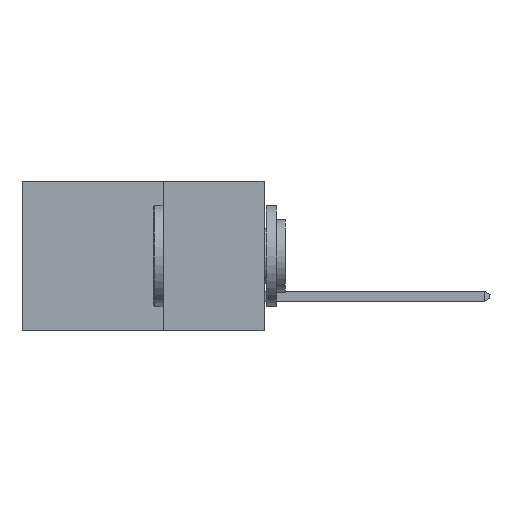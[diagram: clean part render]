
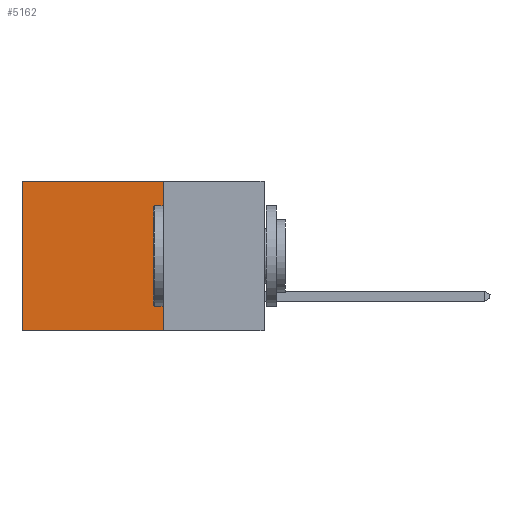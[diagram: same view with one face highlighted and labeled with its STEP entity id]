
A CAD part, left-side view. The second image highlights one B-rep face of the part: STEP entity #5162.
In plain terms, the highlighted planar face has unit normal (-1, 0, 0).
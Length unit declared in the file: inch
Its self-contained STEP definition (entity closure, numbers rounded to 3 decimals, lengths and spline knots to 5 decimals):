
#185 = ORIENTED_EDGE ( 'NONE', *, *, #8052, .T. ) ;
#282 = EDGE_CURVE ( 'NONE', #7968, #11025, #723, .T. ) ;
#559 = DIRECTION ( 'NONE',  ( 0., 0., -1. ) ) ;
#723 = LINE ( 'NONE', #4395, #4686 ) ;
#1380 = VECTOR ( 'NONE', #5530, 39.37008 ) ;
#1398 = EDGE_LOOP ( 'NONE', ( #9189, #6550, #9174, #185 ) ) ;
#1688 = CARTESIAN_POINT ( 'NONE',  ( 0.2615, 0.6, -0.37 ) ) ;
#1784 = PLANE ( 'NONE',  #5495 ) ;
#1909 = CARTESIAN_POINT ( 'NONE',  ( 0.2615, 0.6, 0. ) ) ;
#2541 = EDGE_CURVE ( 'NONE', #9939, #10957, #7682, .T. ) ;
#2689 = VECTOR ( 'NONE', #559, 39.37008 ) ;
#3018 = CARTESIAN_POINT ( 'NONE',  ( 0.2615, 0.25, 0. ) ) ;
#4360 = DIRECTION ( 'NONE',  ( 1., 0., 0. ) ) ;
#4395 = CARTESIAN_POINT ( 'NONE',  ( 0.2615, 0.6, -0.37 ) ) ;
#4686 = VECTOR ( 'NONE', #11285, 39.37008 ) ;
#5159 = VECTOR ( 'NONE', #7811, 39.37008 ) ;
#5162 = ADVANCED_FACE ( 'NONE', ( #7752 ), #1784, .F. ) ;
#5495 = AXIS2_PLACEMENT_3D ( 'NONE', #8616, #4360, #10458 ) ;
#5530 = DIRECTION ( 'NONE',  ( 0., 1., 0. ) ) ;
#5798 = CARTESIAN_POINT ( 'NONE',  ( 0.2615, 0.25, -0.37 ) ) ;
#6550 = ORIENTED_EDGE ( 'NONE', *, *, #11384, .F. ) ;
#6827 = CARTESIAN_POINT ( 'NONE',  ( 0.2615, 0.25, -0.37 ) ) ;
#7682 = LINE ( 'NONE', #5798, #2689 ) ;
#7752 = FACE_OUTER_BOUND ( 'NONE', #1398, .T. ) ;
#7811 = DIRECTION ( 'NONE',  ( 0., 1., 0. ) ) ;
#7968 = VERTEX_POINT ( 'NONE', #1909 ) ;
#8010 = CARTESIAN_POINT ( 'NONE',  ( 0.2615, 0.25, 0. ) ) ;
#8052 = EDGE_CURVE ( 'NONE', #9939, #7968, #11131, .T. ) ;
#8616 = CARTESIAN_POINT ( 'NONE',  ( 0.2615, 0.25, -0.37 ) ) ;
#9174 = ORIENTED_EDGE ( 'NONE', *, *, #2541, .F. ) ;
#9189 = ORIENTED_EDGE ( 'NONE', *, *, #282, .T. ) ;
#9939 = VERTEX_POINT ( 'NONE', #8010 ) ;
#10458 = DIRECTION ( 'NONE',  ( 0., 0., -1. ) ) ;
#10957 = VERTEX_POINT ( 'NONE', #6827 ) ;
#11025 = VERTEX_POINT ( 'NONE', #1688 ) ;
#11131 = LINE ( 'NONE', #3018, #1380 ) ;
#11261 = LINE ( 'NONE', #11379, #5159 ) ;
#11285 = DIRECTION ( 'NONE',  ( 0., 0., -1. ) ) ;
#11379 = CARTESIAN_POINT ( 'NONE',  ( 0.2615, 0.25, -0.37 ) ) ;
#11384 = EDGE_CURVE ( 'NONE', #10957, #11025, #11261, .T. ) ;
